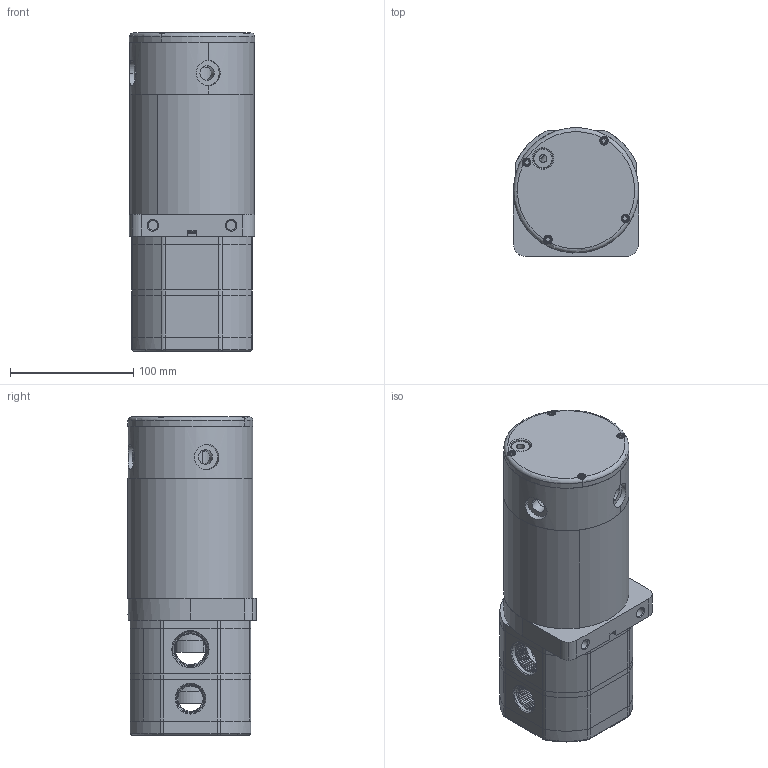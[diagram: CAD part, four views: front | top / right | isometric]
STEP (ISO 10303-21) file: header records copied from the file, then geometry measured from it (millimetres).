
FILE_DESCRIPTION (( 'STEP AP203' ), '1' );
FILE_NAME ('WP715_ASSEMBLY_2STAGE_4EMAIL_061913.STEP', '2013-06-19T18:28:07', ( ' ' ), ( '' ), 'SwSTEP 2.0', 'SolidWorks 2005204', '' );
FILE_SCHEMA (( 'CONFIG_CONTROL_DESIGN' ));
Products named in the file (16): WP715_ASSEMBLY_2STAGE_4EMAIL_061913; WPP0105_EN414_FRONTBELL_MODIFIED_051713; WPP0104_.56GEROTOR_BODY_PRES_051713; EN414_ASSEMBLY_MODIFIED_031912; SPECIALTY_EN414_OE_MAGNETRING_031612; WPP0106_EN414_DUSTCAP_051713; GROMMET_DUSTCAP_1061T13; BOLT_6-32x.375_92185A147; BOLT_14-20x4.00_92196A558; WPP0109_DOWEL_ALIGNMENT_051713; WPP0101_.69GEROTOR_BODY_SCAV_051713; WPP0110_PLATE_DIVIDER_WP715_051713; WPP0108_WP715_ENDCAP_051713; WPP0107_INTERFACE_PLATE_051713; EN414_ARMATURE_MODIFIED_041912; SPECIALTY_EN414_OE_BRUSHHOUSING_031612
Assembly tree (22 placements, depth 3):
  WP715_ASSEMBLY_2STAGE_4EMAIL_061913
    WPP0107_INTERFACE_PLATE_051713
    WPP0101_.69GEROTOR_BODY_SCAV_051713
    BOLT_6-32x.375_92185A147  x4
    WPP0108_WP715_ENDCAP_051713
    WPP0104_.56GEROTOR_BODY_PRES_051713
    WPP0105_EN414_FRONTBELL_MODIFIED_051713
    BOLT_14-20x4.00_92196A558  x4
    WPP0109_DOWEL_ALIGNMENT_051713  x2
    WPP0106_EN414_DUSTCAP_051713
    WPP0110_PLATE_DIVIDER_WP715_051713
    EN414_ASSEMBLY_MODIFIED_031912
      SPECIALTY_EN414_OE_MAGNETRING_031612
      SPECIALTY_EN414_OE_BRUSHHOUSING_031612
      EN414_ARMATURE_MODIFIED_041912
    GROMMET_DUSTCAP_1061T13
Bounding box: 101.6 x 104.14 x 258.39 mm (x, y, z)
Volume: 1633229.9 mm3; surface area: 363508.6 mm2
Topology: 21 solids, 21 shells, 1141 faces, 2741 edges, 1742 vertices
Faces by surface type: cylinder 581, plane 292, cone 217, torus 37, bspline 14
Entity records: 38080 total; most frequent: CARTESIAN_POINT 11845, DIRECTION 5514, ORIENTED_EDGE 4850, EDGE_CURVE 2425, AXIS2_PLACEMENT_3D 2270, VERTEX_POINT 1546, CIRCLE 1266, EDGE_LOOP 1199
